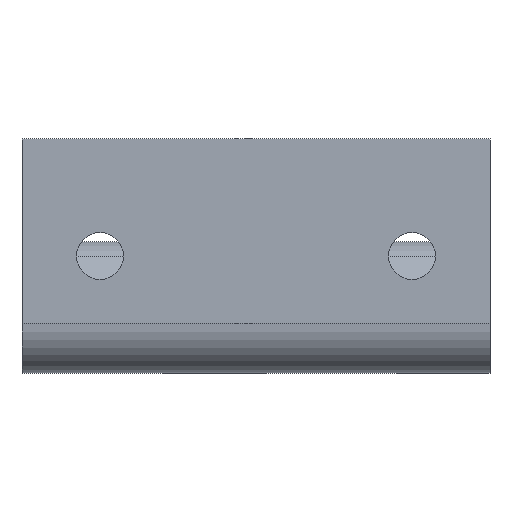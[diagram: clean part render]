
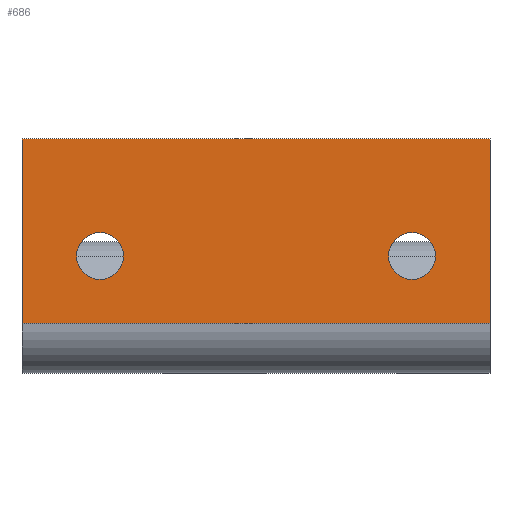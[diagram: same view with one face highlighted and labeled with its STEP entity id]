
A CAD part, front view. The second image highlights one B-rep face of the part: STEP entity #686.
In plain terms, the highlighted planar face has unit normal (0, -1, 0).
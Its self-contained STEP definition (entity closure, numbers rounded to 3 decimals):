
#60=LINE('',#1119,#120);
#66=LINE('',#1141,#126);
#69=LINE('',#1147,#129);
#70=LINE('',#1148,#130);
#120=VECTOR('',#923,30.);
#126=VECTOR('',#955,11.825);
#129=VECTOR('',#960,11.825);
#130=VECTOR('',#961,30.);
#160=PLANE('',#761);
#182=FACE_BOUND('',#280,.T.);
#183=FACE_BOUND('',#281,.T.);
#184=FACE_BOUND('',#282,.T.);
#280=EDGE_LOOP('',(#612));
#281=EDGE_LOOP('',(#613));
#282=EDGE_LOOP('',(#614,#615,#616,#617));
#289=CIRCLE('',#695,1.5);
#291=CIRCLE('',#698,1.5);
#317=VERTEX_POINT('',#975);
#319=VERTEX_POINT('',#980);
#360=VERTEX_POINT('',#1116);
#361=VERTEX_POINT('',#1118);
#364=VERTEX_POINT('',#1140);
#366=VERTEX_POINT('',#1146);
#369=EDGE_CURVE('',#317,#317,#289,.T.);
#371=EDGE_CURVE('',#319,#319,#291,.T.);
#438=EDGE_CURVE('',#361,#360,#60,.T.);
#448=EDGE_CURVE('',#364,#361,#66,.T.);
#451=EDGE_CURVE('',#360,#366,#69,.T.);
#452=EDGE_CURVE('',#366,#364,#70,.T.);
#612=ORIENTED_EDGE('',*,*,#369,.T.);
#613=ORIENTED_EDGE('',*,*,#371,.T.);
#614=ORIENTED_EDGE('',*,*,#438,.T.);
#615=ORIENTED_EDGE('',*,*,#451,.T.);
#616=ORIENTED_EDGE('',*,*,#452,.T.);
#617=ORIENTED_EDGE('',*,*,#448,.T.);
#686=ADVANCED_FACE('',(#182,#183,#184),#160,.F.);
#695=AXIS2_PLACEMENT_3D('',#976,#771,#772);
#698=AXIS2_PLACEMENT_3D('',#981,#777,#778);
#761=AXIS2_PLACEMENT_3D('',#1145,#958,#959);
#771=DIRECTION('center_axis',(0.,1.,0.));
#772=DIRECTION('ref_axis',(-1.,0.,0.));
#777=DIRECTION('center_axis',(0.,1.,0.));
#778=DIRECTION('ref_axis',(-1.,0.,0.));
#923=DIRECTION('',(1.,0.,0.));
#955=DIRECTION('',(0.,0.,-1.));
#958=DIRECTION('center_axis',(0.,1.,0.));
#959=DIRECTION('ref_axis',(0.,0.,1.));
#960=DIRECTION('',(0.,0.,1.));
#961=DIRECTION('',(-1.,0.,0.));
#975=CARTESIAN_POINT('',(-8.5,0.,0.));
#976=CARTESIAN_POINT('Origin',(-10.,0.,0.));
#980=CARTESIAN_POINT('',(11.5,0.,0.));
#981=CARTESIAN_POINT('Origin',(10.,0.,0.));
#1116=CARTESIAN_POINT('',(15.,0.,-4.325));
#1118=CARTESIAN_POINT('',(-15.,0.,-4.325));
#1119=CARTESIAN_POINT('',(-7.5,0.,-4.325));
#1140=CARTESIAN_POINT('',(-15.,0.,7.5));
#1141=CARTESIAN_POINT('',(-15.,0.,7.5));
#1145=CARTESIAN_POINT('Origin',(0.,0.,0.));
#1146=CARTESIAN_POINT('',(15.,0.,7.5));
#1147=CARTESIAN_POINT('',(15.,0.,-7.5));
#1148=CARTESIAN_POINT('',(15.,0.,7.5));
